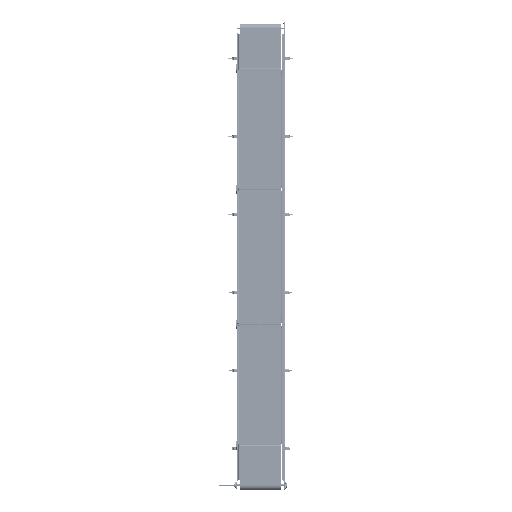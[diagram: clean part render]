
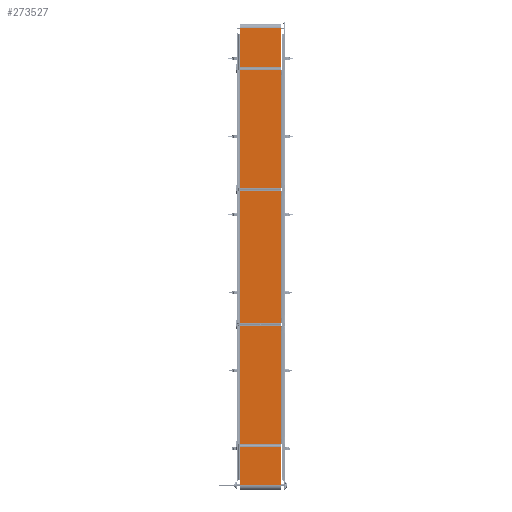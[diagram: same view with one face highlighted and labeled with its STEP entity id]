
A CAD part, front view. The second image highlights one B-rep face of the part: STEP entity #273527.
In plain terms, the highlighted free-form (B-spline) face has degree [1, 1] with [2, 2] control points.
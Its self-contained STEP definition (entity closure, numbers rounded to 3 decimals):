
#273332 = VERTEX_POINT('',#273333);
#273333 = CARTESIAN_POINT('',(-832.29,190.956,
    8339.967));
#273347 = VERTEX_POINT('',#273348);
#273348 = CARTESIAN_POINT('',(-1350.356,190.956,
    8339.967));
#273354 = EDGE_CURVE('',#273332,#273347,#273355,.T.);
#273355 = B_SPLINE_CURVE_WITH_KNOTS('',1,(#273356,#273357),
  .UNSPECIFIED.,.F.,.F.,(2,2),(-0.,560.),.PIECEWISE_BEZIER_KNOTS.);
#273356 = CARTESIAN_POINT('',(-832.29,190.956,
    8339.967));
#273357 = CARTESIAN_POINT('',(-1350.356,190.956,
    8339.967));
#273378 = EDGE_CURVE('',#273332,#273379,#273381,.T.);
#273379 = VERTEX_POINT('',#273380);
#273380 = CARTESIAN_POINT('',(-832.29,191.049,
    2650.499));
#273381 = B_SPLINE_CURVE_WITH_KNOTS('',1,(#273382,#273383),
  .UNSPECIFIED.,.F.,.F.,(2,2),(0.,6150.),.PIECEWISE_BEZIER_KNOTS.);
#273382 = CARTESIAN_POINT('',(-832.29,190.956,
    8339.967));
#273383 = CARTESIAN_POINT('',(-832.29,191.049,
    2650.499));
#273457 = VERTEX_POINT('',#273458);
#273458 = CARTESIAN_POINT('',(-1350.356,191.049,
    2650.499));
#273466 = EDGE_CURVE('',#273347,#273457,#273467,.T.);
#273467 = B_SPLINE_CURVE_WITH_KNOTS('',1,(#273468,#273469),
  .UNSPECIFIED.,.F.,.F.,(2,2),(0.,6150.),.PIECEWISE_BEZIER_KNOTS.);
#273468 = CARTESIAN_POINT('',(-1350.356,190.956,
    8339.967));
#273469 = CARTESIAN_POINT('',(-1350.356,191.049,
    2650.499));
#273527 = ADVANCED_FACE('',(#273528),#273538,.F.);
#273528 = FACE_BOUND('',#273529,.T.);
#273529 = EDGE_LOOP('',(#273530,#273531,#273536,#273537));
#273530 = ORIENTED_EDGE('',*,*,#273466,.T.);
#273531 = ORIENTED_EDGE('',*,*,#273532,.F.);
#273532 = EDGE_CURVE('',#273379,#273457,#273533,.T.);
#273533 = B_SPLINE_CURVE_WITH_KNOTS('',1,(#273534,#273535),
  .UNSPECIFIED.,.F.,.F.,(2,2),(-0.,560.),.PIECEWISE_BEZIER_KNOTS.);
#273534 = CARTESIAN_POINT('',(-832.29,191.049,
    2650.499));
#273535 = CARTESIAN_POINT('',(-1350.356,191.049,
    2650.499));
#273536 = ORIENTED_EDGE('',*,*,#273378,.F.);
#273537 = ORIENTED_EDGE('',*,*,#273354,.T.);
#273538 = B_SPLINE_SURFACE_WITH_KNOTS('',1,1,(
    (#273539,#273540)
    ,(#273541,#273542
  )),.UNSPECIFIED.,.F.,.F.,.F.,(2,2),(2,2),(-560.,0.),(0.,6150.),
  .PIECEWISE_BEZIER_KNOTS.);
#273539 = CARTESIAN_POINT('',(-1350.356,190.956,
    8339.967));
#273540 = CARTESIAN_POINT('',(-1350.356,191.049,
    2650.499));
#273541 = CARTESIAN_POINT('',(-832.29,190.956,
    8339.967));
#273542 = CARTESIAN_POINT('',(-832.29,191.049,
    2650.499));
